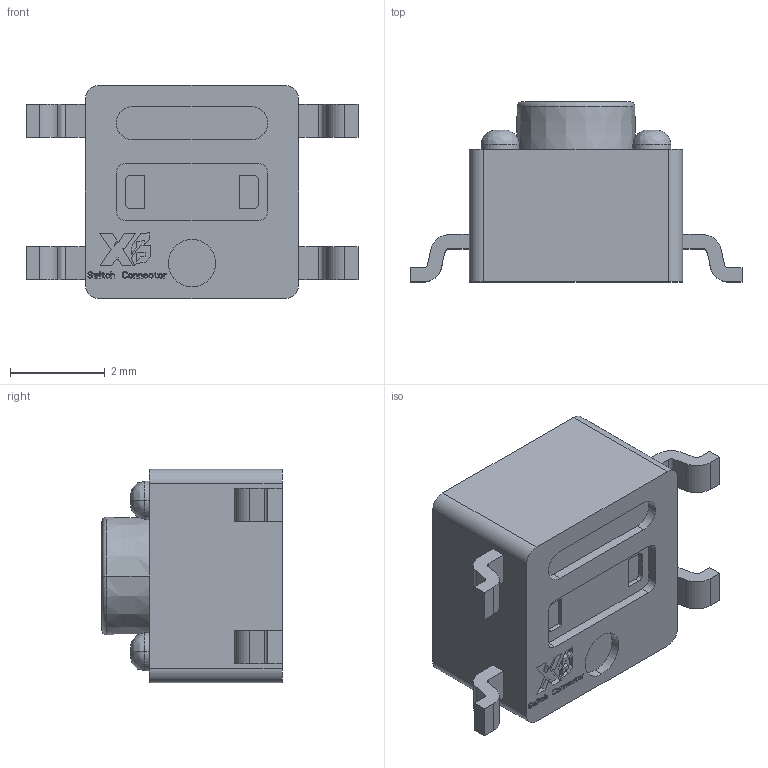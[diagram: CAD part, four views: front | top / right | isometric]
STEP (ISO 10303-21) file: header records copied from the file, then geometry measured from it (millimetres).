
FILE_DESCRIPTION(('STEP AP214'),'1');
FILE_NAME('xb-ts-1109s-x-a.stp','2024-01-31T09:04:38',('TraceParts'),('TraceParts S.A.'),'Spatial InterOp 3D',' ',' ');
FILE_SCHEMA(('AUTOMOTIVE_DESIGN { 1 0 10303 214 1 1 1 1 }'));
Length unit declared in the file: millimetre
Products named in the file (1): xb-ts-1109s-x-a
Bounding box: 7 x 3.8 x 4.5 mm (x, y, z)
Volume: 62 mm3; surface area: 118.5 mm2
Topology: 1 solids, 1 shells, 642 faces, 1815 edges, 1196 vertices
Faces by surface type: plane 577, cylinder 51, bspline 8, torus 4, cone 2
Entity records: 20534 total; most frequent: CARTESIAN_POINT 3854, ORIENTED_EDGE 3598, DIRECTION 3201, EDGE_CURVE 1799, LINE 1667, VECTOR 1667, VERTEX_POINT 1196, AXIS2_PLACEMENT_3D 767
